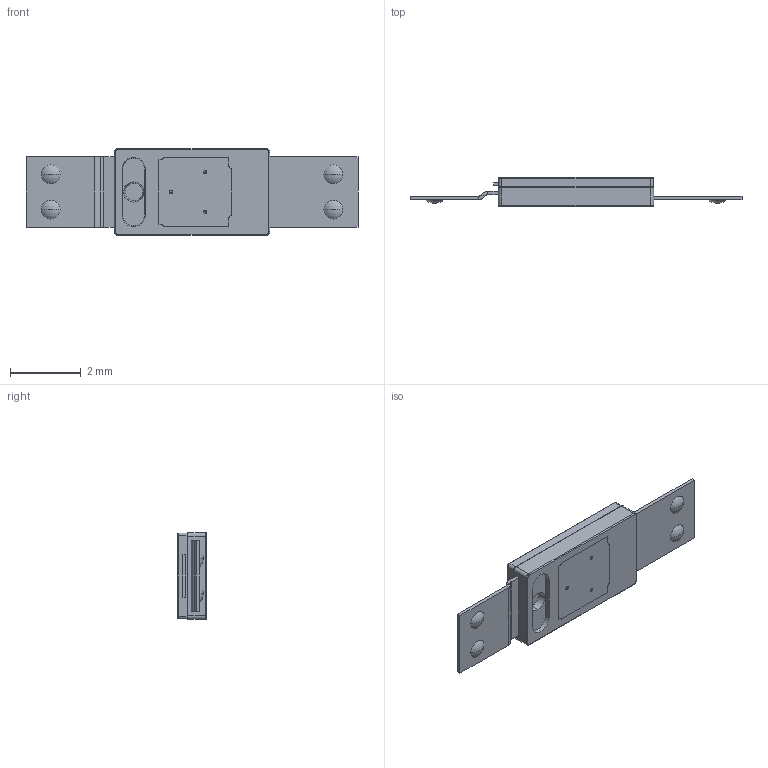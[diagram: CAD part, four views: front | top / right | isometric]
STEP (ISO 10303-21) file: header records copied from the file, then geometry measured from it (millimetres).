
FILE_DESCRIPTION (( 'STEP AP203' ), '1' );
FILE_NAME ('CB3D.STEP', '2019-02-05T23:36:18', ( '' ), ( '' ), 'SwSTEP 2.0', 'SolidWorks 2016', '' );
FILE_SCHEMA (( 'CONFIG_CONTROL_DESIGN' ));
Length unit declared in the file: millimetre
Products named in the file (1): CB3D
Bounding box: 9.4 x 0.82 x 2.46 mm (x, y, z)
Volume: 9.6 mm3; surface area: 55.4 mm2
Topology: 1 solids, 1 shells, 153 faces, 520 edges, 417 vertices
Faces by surface type: plane 84, cylinder 28, sphere 22, cone 11, torus 8
Entity records: 6786 total; most frequent: CARTESIAN_POINT 2110, ORIENTED_EDGE 1040, DIRECTION 837, EDGE_CURVE 520, VERTEX_POINT 417, AXIS2_PLACEMENT_3D 284, VECTOR 269, LINE 269
